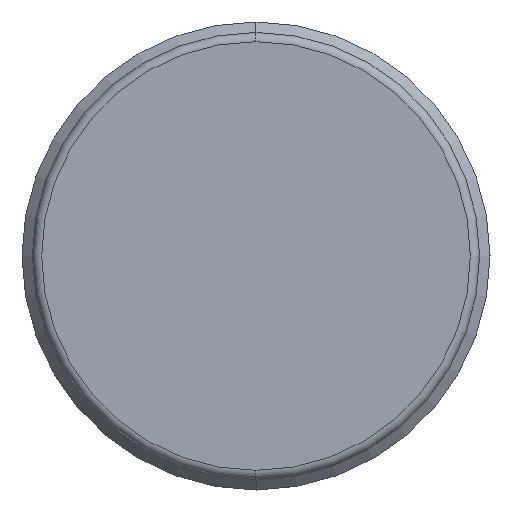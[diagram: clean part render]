
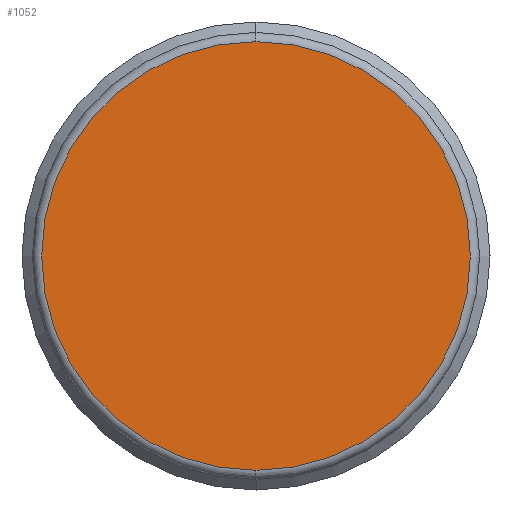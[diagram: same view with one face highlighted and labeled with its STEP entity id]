
A CAD part, left-side view. The second image highlights one B-rep face of the part: STEP entity #1052.
In plain terms, the highlighted planar face has unit normal (-1, 0, 0).
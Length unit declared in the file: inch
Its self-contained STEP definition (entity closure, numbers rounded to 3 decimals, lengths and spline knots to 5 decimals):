
#53 = DIRECTION ( 'NONE',  ( 0., 0., 1. ) ) ;
#57 = AXIS2_PLACEMENT_3D ( 'NONE', #473, #110, #739 ) ;
#74 = DIRECTION ( 'NONE',  ( 0., 0., -1. ) ) ;
#88 = CIRCLE ( 'NONE', #57, 0.40763 ) ;
#110 = DIRECTION ( 'NONE',  ( 1., 0., 0. ) ) ;
#195 = FACE_OUTER_BOUND ( 'NONE', #737, .T. ) ;
#202 = CARTESIAN_POINT ( 'NONE',  ( 0., 0., 0. ) ) ;
#242 = CARTESIAN_POINT ( 'NONE',  ( 0., 0., 0. ) ) ;
#445 = AXIS2_PLACEMENT_3D ( 'NONE', #242, #486, #74 ) ;
#468 = AXIS2_PLACEMENT_3D ( 'NONE', #202, #628, #53 ) ;
#473 = CARTESIAN_POINT ( 'NONE',  ( 0., 0., 0. ) ) ;
#486 = DIRECTION ( 'NONE',  ( 1., 0., 0. ) ) ;
#507 = ORIENTED_EDGE ( 'NONE', *, *, #548, .F. ) ;
#515 = PLANE ( 'NONE',  #468 ) ;
#548 = EDGE_CURVE ( 'NONE', #615, #1029, #88, .T. ) ;
#615 = VERTEX_POINT ( 'NONE', #707 ) ;
#628 = DIRECTION ( 'NONE',  ( -1., 0., 0. ) ) ;
#688 = CIRCLE ( 'NONE', #445, 0.40763 ) ;
#707 = CARTESIAN_POINT ( 'NONE',  ( 0., 0., -0.40763 ) ) ;
#737 = EDGE_LOOP ( 'NONE', ( #507, #1022 ) ) ;
#739 = DIRECTION ( 'NONE',  ( 0., 0., -1. ) ) ;
#794 = EDGE_CURVE ( 'NONE', #1029, #615, #688, .T. ) ;
#1015 = CARTESIAN_POINT ( 'NONE',  ( 0., 0., 0.40763 ) ) ;
#1022 = ORIENTED_EDGE ( 'NONE', *, *, #794, .F. ) ;
#1029 = VERTEX_POINT ( 'NONE', #1015 ) ;
#1052 = ADVANCED_FACE ( 'NONE', ( #195 ), #515, .T. ) ;
